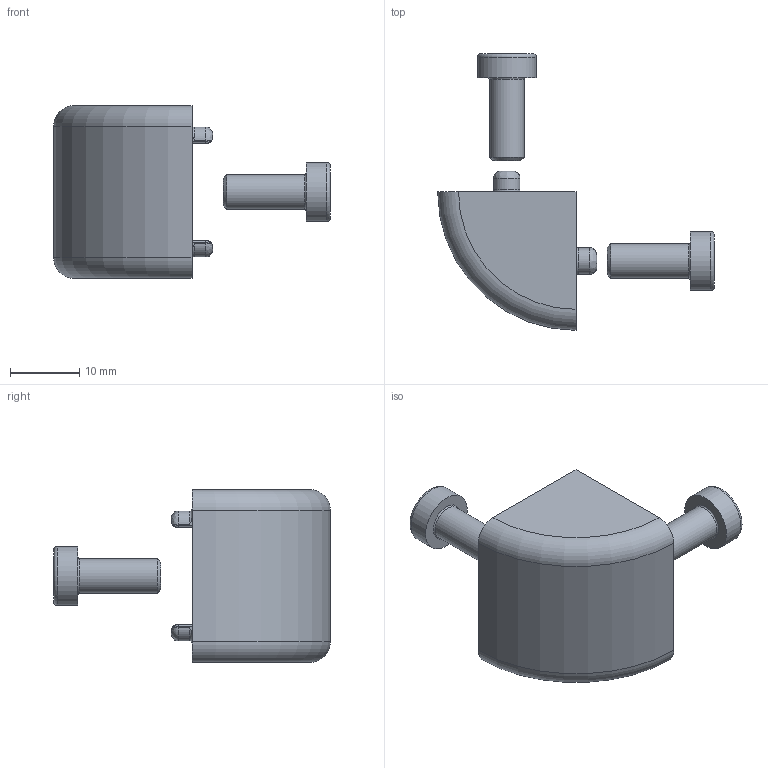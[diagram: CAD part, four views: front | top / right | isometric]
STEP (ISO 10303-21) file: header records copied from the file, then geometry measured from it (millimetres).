
FILE_DESCRIPTION( ( 'STEP AP203' ), '1' );
FILE_NAME( '093320.stp', '2020-08-04T14:20:49', ( 'License CC BY-ND 4.0' ), ( 'CADENAS' ), ' ', 'PARTsolutions', ' ' );
FILE_SCHEMA( ( 'CONFIG_CONTROL_DESIGN' ) );
Length unit declared in the file: millimetre
Products named in the file (3): 093320; _0933201; _0933202
Assembly tree (3 placements, depth 2):
  093320
    _0933201
    _0933202  x2
Bounding box: 40 x 40 x 25 mm (x, y, z)
Volume: 5806.3 mm3; surface area: 4448.2 mm2
Topology: 3 solids, 3 shells, 142 faces, 341 edges, 203 vertices
Faces by surface type: plane 56, cylinder 46, torus 24, cone 8, sphere 4, bspline 4
Full cylindrical faces by diameter (mm): 2.5 x2, 4.134 x2, 5 x2, 8.5 x2
Entity records: 3676 total; most frequent: CARTESIAN_POINT 818, DIRECTION 610, ORIENTED_EDGE 546, EDGE_CURVE 273, AXIS2_PLACEMENT_3D 245, VERTEX_POINT 173, EDGE_LOOP 135, FACE_OUTER_BOUND 126
